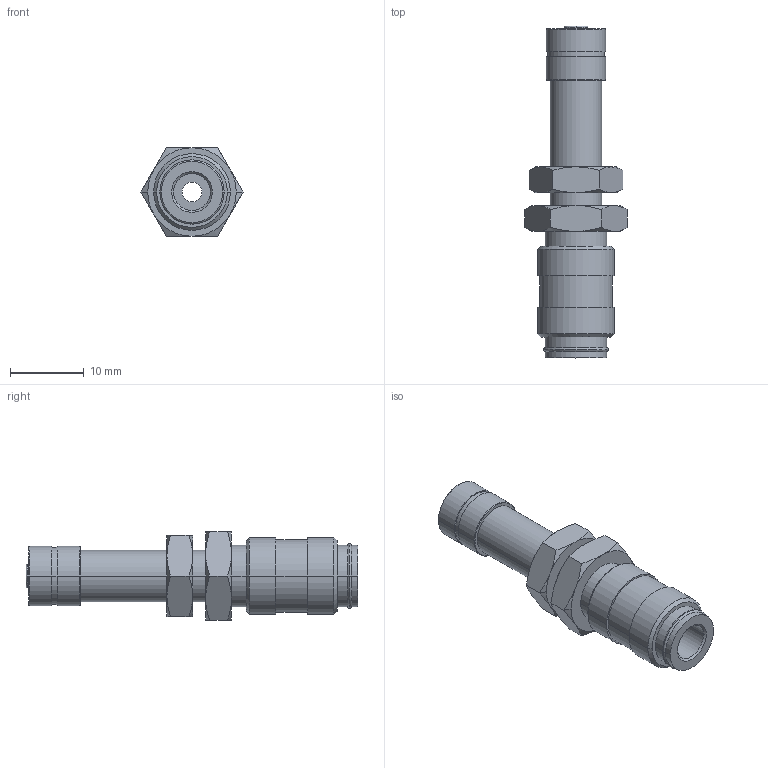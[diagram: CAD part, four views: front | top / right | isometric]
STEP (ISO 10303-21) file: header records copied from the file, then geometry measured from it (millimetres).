
FILE_DESCRIPTION(('STEP AP214'),'1');
FILE_NAME('ESMCE_34_TQSVO.stp','2020-08-17T11:38:47',('TraceParts'),('TraceParts S.A.'),'Spatial InterOp 3D',' ',' ');
FILE_SCHEMA(('AUTOMOTIVE_DESIGN { 1 0 10303 214 1 1 1 1 }'));
Length unit declared in the file: millimetre
Products named in the file (1): ESMCE_34_TQSVO_1
Bounding box: 13.86 x 45 x 12 mm (x, y, z)
Volume: 2535.2 mm3; surface area: 2341.9 mm2
Topology: 2 solids, 2 shells, 107 faces, 225 edges, 133 vertices
Faces by surface type: cone 46, cylinder 28, plane 27, torus 6
Entity records: 3538 total; most frequent: CARTESIAN_POINT 659, DIRECTION 510, ORIENTED_EDGE 450, EDGE_CURVE 225, AXIS2_PLACEMENT_3D 224, VERTEX_POINT 133, EDGE_LOOP 122, CIRCLE 115
